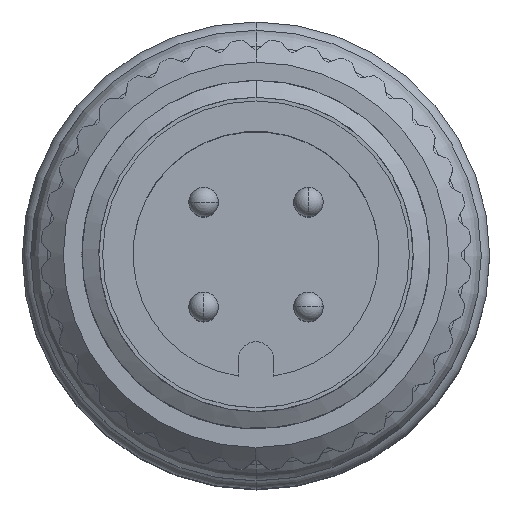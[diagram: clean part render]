
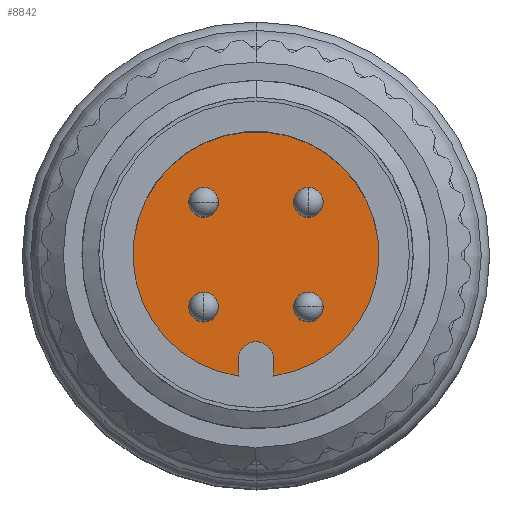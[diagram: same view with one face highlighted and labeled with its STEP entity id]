
A CAD part, top view. The second image highlights one B-rep face of the part: STEP entity #8842.
In plain terms, the highlighted planar face has unit normal (0, 0, 1).
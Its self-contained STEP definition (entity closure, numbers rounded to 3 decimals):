
#111=CARTESIAN_POINT('',(0.,0.,-8.9));
#112=DIRECTION('',(0.,0.,1.));
#113=DIRECTION('',(0.145,-0.989,0.));
#114=AXIS2_PLACEMENT_3D('',#111,#112,#113);
#129=CARTESIAN_POINT('',(0.,-3.55,-8.9));
#130=DIRECTION('',(0.,0.,1.));
#131=DIRECTION('',(1.,0.,0.));
#132=AXIS2_PLACEMENT_3D('',#129,#130,#131);
#134=DIRECTION('',(0.,-1.,0.));
#135=VECTOR('',#134,0.556);
#136=CARTESIAN_POINT('',(-0.6,-3.55,-8.9));
#137=LINE('',#136,#135);
#138=DIRECTION('',(0.,1.,0.));
#139=VECTOR('',#138,0.556);
#140=CARTESIAN_POINT('',(0.6,-4.106,-8.9));
#141=LINE('',#140,#139);
#142=CARTESIAN_POINT('',(-1.768,-1.768,-8.9));
#143=DIRECTION('',(0.,0.,-1.));
#144=DIRECTION('',(0.,-1.,0.));
#145=AXIS2_PLACEMENT_3D('',#142,#143,#144);
#147=CARTESIAN_POINT('',(-1.768,-1.768,-8.9));
#148=DIRECTION('',(0.,0.,-1.));
#149=DIRECTION('',(0.,1.,0.));
#150=AXIS2_PLACEMENT_3D('',#147,#148,#149);
#152=CARTESIAN_POINT('',(-1.768,1.768,-8.9));
#153=DIRECTION('',(0.,0.,-1.));
#154=DIRECTION('',(-1.,0.,0.));
#155=AXIS2_PLACEMENT_3D('',#152,#153,#154);
#157=CARTESIAN_POINT('',(-1.768,1.768,-8.9));
#158=DIRECTION('',(0.,0.,-1.));
#159=DIRECTION('',(1.,0.,0.));
#160=AXIS2_PLACEMENT_3D('',#157,#158,#159);
#162=CARTESIAN_POINT('',(1.768,1.768,-8.9));
#163=DIRECTION('',(0.,0.,-1.));
#164=DIRECTION('',(0.,1.,0.));
#165=AXIS2_PLACEMENT_3D('',#162,#163,#164);
#167=CARTESIAN_POINT('',(1.768,1.768,-8.9));
#168=DIRECTION('',(0.,0.,-1.));
#169=DIRECTION('',(0.,-1.,0.));
#170=AXIS2_PLACEMENT_3D('',#167,#168,#169);
#172=CARTESIAN_POINT('',(1.768,-1.768,-8.9));
#173=DIRECTION('',(0.,0.,-1.));
#174=DIRECTION('',(1.,0.,0.));
#175=AXIS2_PLACEMENT_3D('',#172,#173,#174);
#177=CARTESIAN_POINT('',(1.768,-1.768,-8.9));
#178=DIRECTION('',(0.,0.,-1.));
#179=DIRECTION('',(-1.,0.,0.));
#180=AXIS2_PLACEMENT_3D('',#177,#178,#179);
#7331=CARTESIAN_POINT('',(0.6,-4.106,-8.9));
#7333=VERTEX_POINT('',#7331);
#7334=CARTESIAN_POINT('',(0.6,-3.55,-8.9));
#7335=CARTESIAN_POINT('',(-0.6,-3.55,-8.9));
#7336=VERTEX_POINT('',#7334);
#7337=VERTEX_POINT('',#7335);
#7338=CARTESIAN_POINT('',(-0.6,-4.106,-8.9));
#7339=VERTEX_POINT('',#7338);
#7410=CARTESIAN_POINT('',(-1.768,-2.268,-8.9));
#7411=CARTESIAN_POINT('',(-1.768,-1.268,-8.9));
#7412=VERTEX_POINT('',#7410);
#7413=VERTEX_POINT('',#7411);
#7420=CARTESIAN_POINT('',(-2.268,1.768,-8.9));
#7421=CARTESIAN_POINT('',(-1.268,1.768,-8.9));
#7422=VERTEX_POINT('',#7420);
#7423=VERTEX_POINT('',#7421);
#7430=CARTESIAN_POINT('',(1.768,2.268,-8.9));
#7431=CARTESIAN_POINT('',(1.768,1.268,-8.9));
#7432=VERTEX_POINT('',#7430);
#7433=VERTEX_POINT('',#7431);
#7440=CARTESIAN_POINT('',(2.268,-1.768,-8.9));
#7441=CARTESIAN_POINT('',(1.268,-1.768,-8.9));
#7442=VERTEX_POINT('',#7440);
#7443=VERTEX_POINT('',#7441);
#8804=CARTESIAN_POINT('',(0.,0.,-8.9));
#8805=DIRECTION('',(0.,0.,-1.));
#8806=DIRECTION('',(0.,-1.,0.));
#8807=AXIS2_PLACEMENT_3D('',#8804,#8805,#8806);
#8808=PLANE('',#8807);
#8810=ORIENTED_EDGE('',*,*,#8809,.T.);
#8812=ORIENTED_EDGE('',*,*,#8811,.T.);
#8813=ORIENTED_EDGE('',*,*,#8794,.F.);
#8815=ORIENTED_EDGE('',*,*,#8814,.T.);
#8816=EDGE_LOOP('',(#8810,#8812,#8813,#8815));
#8817=FACE_OUTER_BOUND('',#8816,.F.);
#8819=ORIENTED_EDGE('',*,*,#8818,.F.);
#8821=ORIENTED_EDGE('',*,*,#8820,.F.);
#8822=EDGE_LOOP('',(#8819,#8821));
#8823=FACE_BOUND('',#8822,.F.);
#8825=ORIENTED_EDGE('',*,*,#8824,.F.);
#8827=ORIENTED_EDGE('',*,*,#8826,.F.);
#8828=EDGE_LOOP('',(#8825,#8827));
#8829=FACE_BOUND('',#8828,.F.);
#8831=ORIENTED_EDGE('',*,*,#8830,.F.);
#8833=ORIENTED_EDGE('',*,*,#8832,.F.);
#8834=EDGE_LOOP('',(#8831,#8833));
#8835=FACE_BOUND('',#8834,.F.);
#8837=ORIENTED_EDGE('',*,*,#8836,.F.);
#8839=ORIENTED_EDGE('',*,*,#8838,.F.);
#8840=EDGE_LOOP('',(#8837,#8839));
#8841=FACE_BOUND('',#8840,.F.);
#8842=ADVANCED_FACE('',(#8817,#8823,#8829,#8835,#8841),#8808,.F.);
#115=CIRCLE('',#114,4.15);
#133=CIRCLE('',#132,0.6);
#146=CIRCLE('',#145,0.5);
#151=CIRCLE('',#150,0.5);
#156=CIRCLE('',#155,0.5);
#161=CIRCLE('',#160,0.5);
#166=CIRCLE('',#165,0.5);
#171=CIRCLE('',#170,0.5);
#176=CIRCLE('',#175,0.5);
#181=CIRCLE('',#180,0.5);
#8794=EDGE_CURVE('',#7333,#7339,#115,.T.);
#8809=EDGE_CURVE('',#7336,#7337,#133,.T.);
#8811=EDGE_CURVE('',#7337,#7339,#137,.T.);
#8814=EDGE_CURVE('',#7333,#7336,#141,.T.);
#8818=EDGE_CURVE('',#7412,#7413,#146,.T.);
#8820=EDGE_CURVE('',#7413,#7412,#151,.T.);
#8824=EDGE_CURVE('',#7422,#7423,#156,.T.);
#8826=EDGE_CURVE('',#7423,#7422,#161,.T.);
#8830=EDGE_CURVE('',#7432,#7433,#166,.T.);
#8832=EDGE_CURVE('',#7433,#7432,#171,.T.);
#8836=EDGE_CURVE('',#7442,#7443,#176,.T.);
#8838=EDGE_CURVE('',#7443,#7442,#181,.T.);
